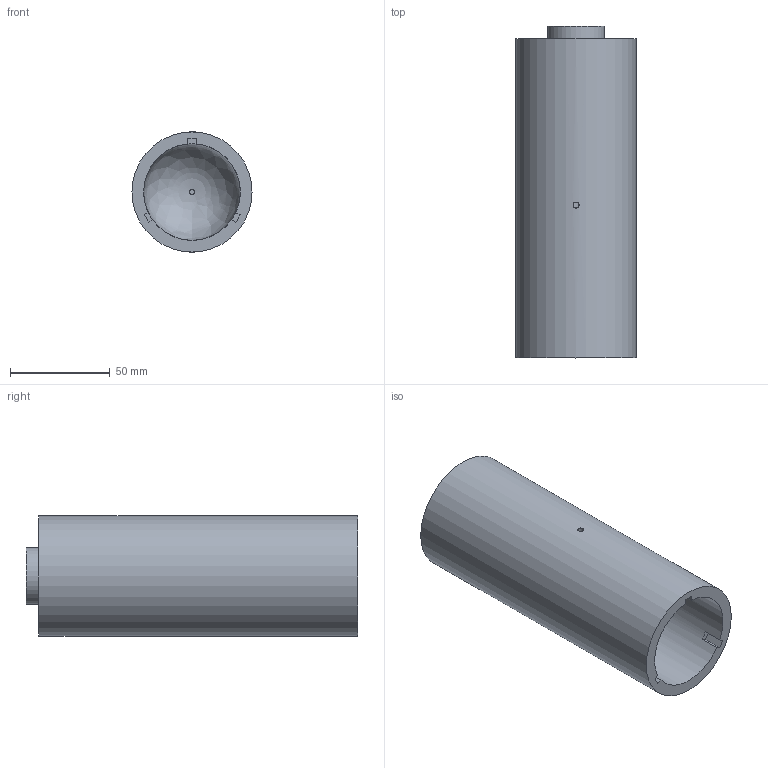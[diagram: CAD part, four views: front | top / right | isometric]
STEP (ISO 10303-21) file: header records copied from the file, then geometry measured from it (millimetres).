
FILE_DESCRIPTION(/* description */ (''),/* implementation_level */ '2;1');
FILE_NAME(/* name */ 'Booster_tube_02.step',/* time_stamp */ '2020-11-25T10:04:56+01:00',/* author */ (''),/* organization */ (''),/* preprocessor_version */ 'ST-DEVELOPER v18.1',/* originating_system */ 'Autodesk Translation Framework v9.3.0.1241',/* authorisation */ '');
FILE_SCHEMA (('AUTOMOTIVE_DESIGN { 1 0 10303 214 3 1 1 }'));
Length unit declared in the file: millimetre
Products named in the file (1): Booster_tube_02
Bounding box: 60.26 x 166.4 x 60.26 mm (x, y, z)
Volume: 207079.1 mm3; surface area: 61016.5 mm2
Topology: 1 solids, 1 shells, 25 faces, 60 edges, 41 vertices
Faces by surface type: plane 18, cylinder 6, bspline 1
Full cylindrical faces by diameter (mm): 3 x2, 28.6 x1, 48.46 x1, 54 x1, 60.26 x1
Entity records: 892 total; most frequent: CARTESIAN_POINT 255, DIRECTION 122, ORIENTED_EDGE 120, EDGE_CURVE 60, AXIS2_PLACEMENT_3D 43, VERTEX_POINT 41, LINE 36, VECTOR 36
